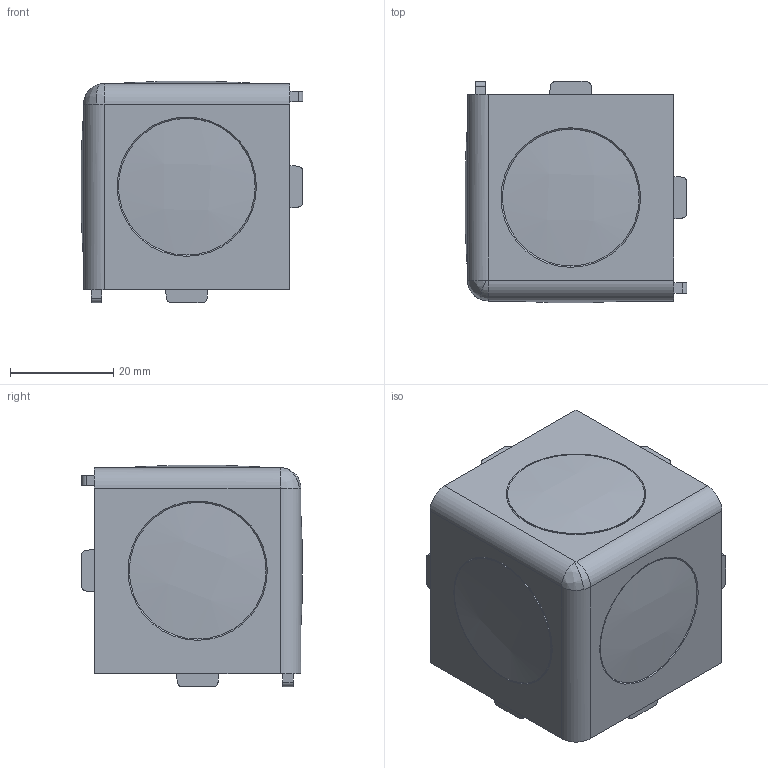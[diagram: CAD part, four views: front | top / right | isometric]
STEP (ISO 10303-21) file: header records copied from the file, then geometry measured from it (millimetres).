
FILE_DESCRIPTION (( 'STEP AP214' ), '1' );
FILE_NAME ('282656004.STEP', '2014-02-20T09:51:28', ( '' ), ( '' ), 'SwSTEP 2.0', 'SolidWorks 2014', '' );
FILE_SCHEMA (( 'AUTOMOTIVE_DESIGN' ));
Length unit declared in the file: millimetre
Products named in the file (1): 282656004
Bounding box: 42.98 x 42.81 x 42.94 mm (x, y, z)
Volume: 38630 mm3; surface area: 18429.1 mm2
Topology: 4 solids, 4 shells, 262 faces, 695 edges, 444 vertices
Faces by surface type: bspline 74, cylinder 72, cone 58, plane 58
Entity records: 12727 total; most frequent: CARTESIAN_POINT 3650, ORIENTED_EDGE 1386, DIRECTION 1218, EDGE_CURVE 693, AXIS2_PLACEMENT_3D 496, VERTEX_POINT 444, CIRCLE 307, EDGE_LOOP 277
